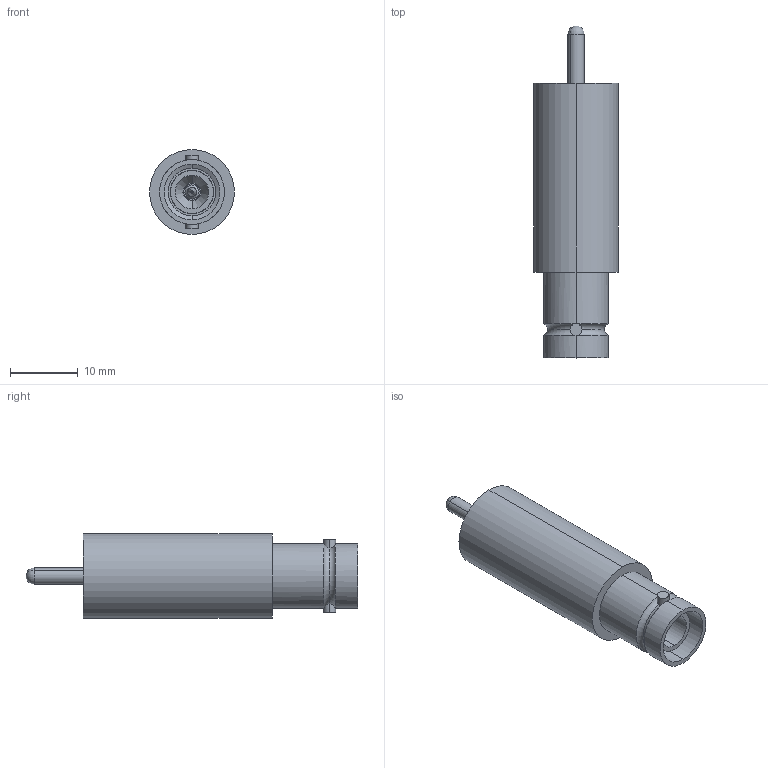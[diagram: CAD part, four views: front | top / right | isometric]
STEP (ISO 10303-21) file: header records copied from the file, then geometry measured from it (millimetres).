
FILE_DESCRIPTION (( 'STEP AP203' ), '1' );
FILE_NAME ('A0152-1-W.STEP', '2011-11-04T15:48:17', ( '' ), ( '' ), 'SwSTEP 2.0', 'SolidWorks 2011', '' );
FILE_SCHEMA (( 'CONFIG_CONTROL_DESIGN' ));
Length unit declared in the file: inch
Products named in the file (1): A0152-1-W
Bounding box: 12.57 x 49.15 x 12.57 mm (x, y, z)
Volume: 2619 mm3; surface area: 4600.7 mm2
Topology: 1 solids, 2 shells, 101 faces, 222 edges, 136 vertices
Faces by surface type: cylinder 50, cone 24, plane 17, torus 10
Entity records: 2956 total; most frequent: CARTESIAN_POINT 579, DIRECTION 534, ORIENTED_EDGE 444, AXIS2_PLACEMENT_3D 230, EDGE_CURVE 222, VERTEX_POINT 136, CIRCLE 128, EDGE_LOOP 114
